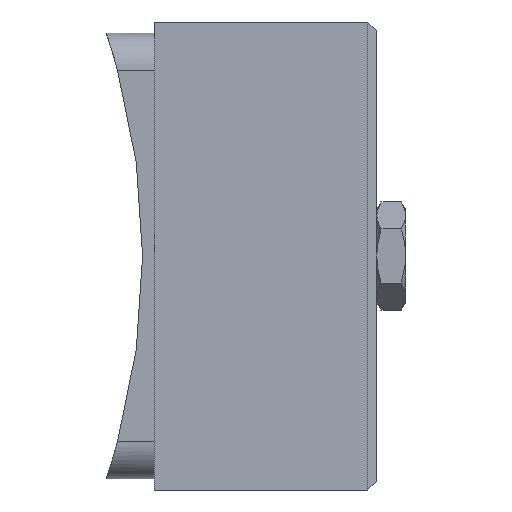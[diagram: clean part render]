
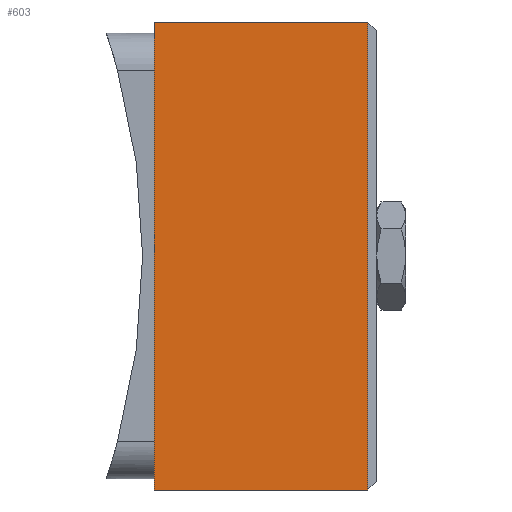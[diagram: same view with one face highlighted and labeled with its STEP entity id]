
A CAD part, left-side view. The second image highlights one B-rep face of the part: STEP entity #603.
In plain terms, the highlighted planar face has unit normal (-1, 0, 0).
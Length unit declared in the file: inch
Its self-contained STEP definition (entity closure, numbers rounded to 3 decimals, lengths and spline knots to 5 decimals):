
#10 = EDGE_CURVE ( 'NONE', #3340, #858, #2164, .T. ) ;
#47 = LINE ( 'NONE', #3718, #111 ) ;
#76 = DIRECTION ( 'NONE',  ( 1., 0., 0. ) ) ;
#111 = VECTOR ( 'NONE', #1340, 39.37008 ) ;
#141 = CARTESIAN_POINT ( 'NONE',  ( -1.575, 0.748, 0.7875 ) ) ;
#310 = CARTESIAN_POINT ( 'NONE',  ( -1.575, 0.748, -0.7875 ) ) ;
#508 = ORIENTED_EDGE ( 'NONE', *, *, #2754, .T. ) ;
#603 = ADVANCED_FACE ( 'NONE', ( #1913 ), #3547, .F. ) ;
#747 = VERTEX_POINT ( 'NONE', #310 ) ;
#820 = CARTESIAN_POINT ( 'NONE',  ( -1.575, 0.748, -0.7875 ) ) ;
#838 = DIRECTION ( 'NONE',  ( 0., -1., 0. ) ) ;
#858 = VERTEX_POINT ( 'NONE', #1957 ) ;
#1038 = VECTOR ( 'NONE', #838, 39.37008 ) ;
#1340 = DIRECTION ( 'NONE',  ( 0., 0., 1. ) ) ;
#1367 = DIRECTION ( 'NONE',  ( 0., 0., -1. ) ) ;
#1497 = CARTESIAN_POINT ( 'NONE',  ( -1.575, 0.748, 0.7875 ) ) ;
#1605 = CARTESIAN_POINT ( 'NONE',  ( -1.575, 0.03, -0.7875 ) ) ;
#1620 = EDGE_CURVE ( 'NONE', #747, #4195, #2155, .T. ) ;
#1896 = CARTESIAN_POINT ( 'NONE',  ( -1.575, 0.748, 0.7875 ) ) ;
#1913 = FACE_OUTER_BOUND ( 'NONE', #3184, .T. ) ;
#1957 = CARTESIAN_POINT ( 'NONE',  ( -1.575, 0.03, 0.7875 ) ) ;
#2155 = LINE ( 'NONE', #820, #2470 ) ;
#2164 = LINE ( 'NONE', #1896, #1038 ) ;
#2395 = ORIENTED_EDGE ( 'NONE', *, *, #3736, .F. ) ;
#2420 = LINE ( 'NONE', #141, #4063 ) ;
#2470 = VECTOR ( 'NONE', #4018, 39.37008 ) ;
#2754 = EDGE_CURVE ( 'NONE', #4195, #858, #47, .T. ) ;
#3011 = CARTESIAN_POINT ( 'NONE',  ( -1.575, 0.748, 0.7875 ) ) ;
#3184 = EDGE_LOOP ( 'NONE', ( #4115, #508, #3286, #2395 ) ) ;
#3286 = ORIENTED_EDGE ( 'NONE', *, *, #10, .F. ) ;
#3340 = VERTEX_POINT ( 'NONE', #1497 ) ;
#3547 = PLANE ( 'NONE',  #3642 ) ;
#3642 = AXIS2_PLACEMENT_3D ( 'NONE', #3011, #76, #1367 ) ;
#3718 = CARTESIAN_POINT ( 'NONE',  ( -1.575, 0.03, 0.7875 ) ) ;
#3729 = DIRECTION ( 'NONE',  ( 0., 0., 1. ) ) ;
#3736 = EDGE_CURVE ( 'NONE', #747, #3340, #2420, .T. ) ;
#4018 = DIRECTION ( 'NONE',  ( 0., -1., 0. ) ) ;
#4063 = VECTOR ( 'NONE', #3729, 39.37008 ) ;
#4115 = ORIENTED_EDGE ( 'NONE', *, *, #1620, .T. ) ;
#4195 = VERTEX_POINT ( 'NONE', #1605 ) ;
